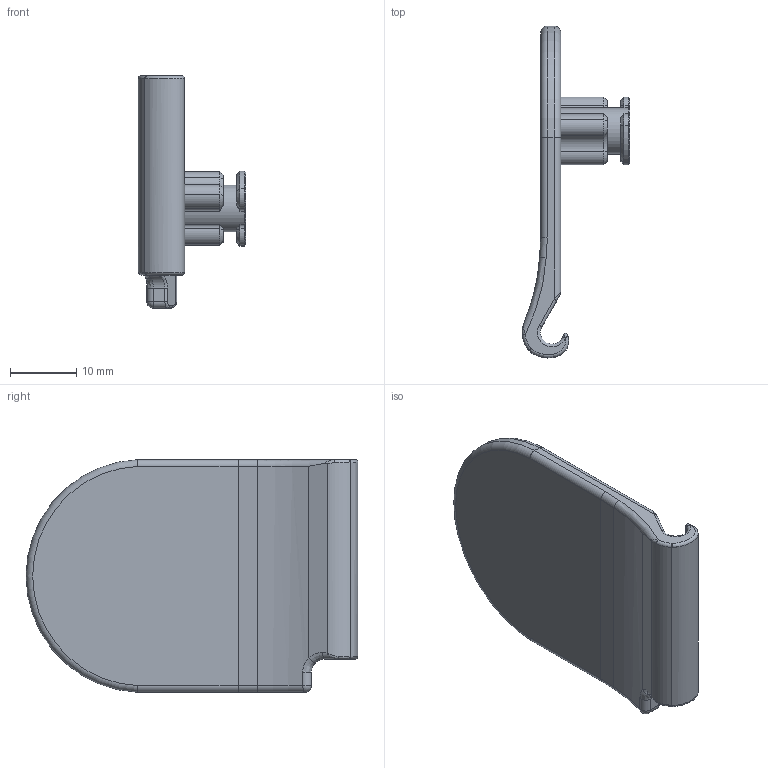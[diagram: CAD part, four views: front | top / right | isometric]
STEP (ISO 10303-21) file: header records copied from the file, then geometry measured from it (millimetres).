
FILE_DESCRIPTION(/* description */ (''),/* implementation_level */ '2;1');
FILE_NAME(/* name */ '5f9da637bfeb810f4868b7ed',/* time_stamp */ '2020-10-31T18:00:23+00:00',/* author */ (''),/* organization */ (''),/* preprocessor_version */ 'ST-DEVELOPER v16.7',/* originating_system */ $,/* authorisation */ $);
FILE_SCHEMA (('AUTOMOTIVE_DESIGN {1 0 10303 214 3 1 1}'));
Length unit declared in the file: metre
Products named in the file (1): Right
Bounding box: 16.2 x 49.95 x 35 mm (x, y, z)
Volume: 5705.9 mm3; surface area: 4174.3 mm2
Topology: 1 solids, 1 shells, 132 faces, 316 edges, 177 vertices
Faces by surface type: cylinder 48, cone 36, bspline 21, plane 14, torus 8, sphere 5
Full cylindrical faces by diameter (mm): 7 x1
Entity records: 4931 total; most frequent: CARTESIAN_POINT 1960, DIRECTION 649, ORIENTED_EDGE 610, EDGE_CURVE 305, AXIS2_PLACEMENT_3D 273, VERTEX_POINT 177, CIRCLE 145, EDGE_LOOP 134
